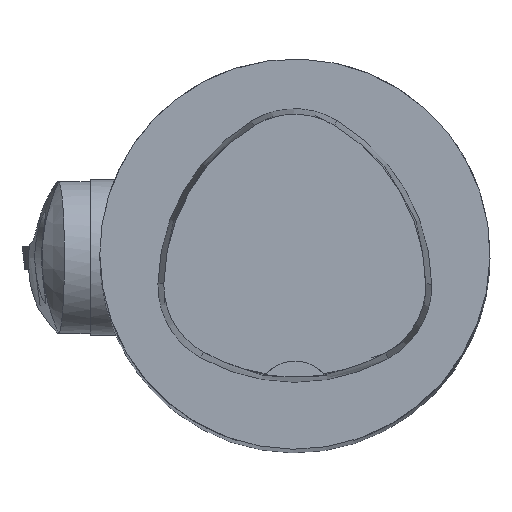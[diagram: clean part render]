
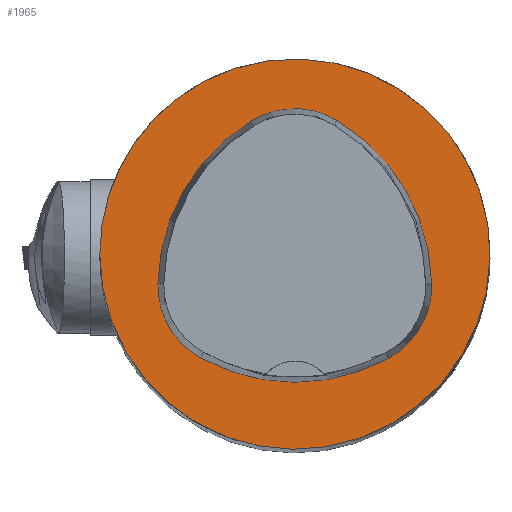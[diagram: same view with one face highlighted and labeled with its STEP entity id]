
A CAD part, top view. The second image highlights one B-rep face of the part: STEP entity #1965.
In plain terms, the highlighted planar face has unit normal (0, 0, 1).
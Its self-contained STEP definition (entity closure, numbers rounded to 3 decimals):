
#1965=ADVANCED_FACE('',(#2595,#2596),#2297,.T.);
#2297=PLANE('',#6837);
#2595=FACE_BOUND('',#2700,.T.);
#2596=FACE_BOUND('',#2701,.T.);
#2700=EDGE_LOOP('',(#3233,#3234,#3235,#3236,#3237,#3238));
#2701=EDGE_LOOP('',(#3239));
#3233=ORIENTED_EDGE('',*,*,#5688,.T.);
#3234=ORIENTED_EDGE('',*,*,#5668,.T.);
#3235=ORIENTED_EDGE('',*,*,#5672,.T.);
#3236=ORIENTED_EDGE('',*,*,#5675,.T.);
#3237=ORIENTED_EDGE('',*,*,#5678,.T.);
#3238=ORIENTED_EDGE('',*,*,#5686,.T.);
#3239=ORIENTED_EDGE('',*,*,#5650,.F.);
#4990=VERTEX_POINT('',#9098);
#5008=VERTEX_POINT('',#9339);
#5009=VERTEX_POINT('',#9340);
#5012=VERTEX_POINT('',#9348);
#5014=VERTEX_POINT('',#9354);
#5016=VERTEX_POINT('',#9360);
#5023=VERTEX_POINT('',#9381);
#5650=EDGE_CURVE('',#4990,#4990,#6536,.T.);
#5668=EDGE_CURVE('',#5008,#5009,#6539,.T.);
#5672=EDGE_CURVE('',#5009,#5012,#6541,.T.);
#5675=EDGE_CURVE('',#5012,#5014,#6543,.T.);
#5678=EDGE_CURVE('',#5014,#5016,#6545,.T.);
#5686=EDGE_CURVE('',#5016,#5023,#6549,.T.);
#5688=EDGE_CURVE('',#5023,#5008,#6551,.T.);
#6536=CIRCLE('',#6805,20.);
#6539=CIRCLE('',#6815,20.);
#6541=CIRCLE('',#6818,8.5);
#6543=CIRCLE('',#6821,20.);
#6545=CIRCLE('',#6824,8.5);
#6549=CIRCLE('',#6829,20.);
#6551=CIRCLE('',#6832,8.5);
#6805=AXIS2_PLACEMENT_3D('',#9097,#7414,#7415);
#6815=AXIS2_PLACEMENT_3D('',#9338,#7438,#7439);
#6818=AXIS2_PLACEMENT_3D('',#9347,#7446,#7447);
#6821=AXIS2_PLACEMENT_3D('',#9353,#7453,#7454);
#6824=AXIS2_PLACEMENT_3D('',#9359,#7460,#7461);
#6829=AXIS2_PLACEMENT_3D('',#9382,#7472,#7473);
#6832=AXIS2_PLACEMENT_3D('',#9385,#7478,#7479);
#6837=AXIS2_PLACEMENT_3D('',#9390,#7488,#7489);
#7414=DIRECTION('',(0.,0.,-1.));
#7415=DIRECTION('',(-1.,0.,0.));
#7438=DIRECTION('',(0.,0.,-1.));
#7439=DIRECTION('',(-1.,0.,0.));
#7446=DIRECTION('',(0.,0.,-1.));
#7447=DIRECTION('',(-1.,0.,0.));
#7453=DIRECTION('',(0.,0.,-1.));
#7454=DIRECTION('',(-1.,0.,0.));
#7460=DIRECTION('',(0.,0.,-1.));
#7461=DIRECTION('',(-1.,0.,0.));
#7472=DIRECTION('',(0.,0.,-1.));
#7473=DIRECTION('',(-1.,0.,0.));
#7478=DIRECTION('',(0.,0.,-1.));
#7479=DIRECTION('',(-1.,0.,0.));
#7488=DIRECTION('',(0.,0.,1.));
#7489=DIRECTION('',(1.,0.,0.));
#9097=CARTESIAN_POINT('',(0.,0.,0.));
#9098=CARTESIAN_POINT('',(-20.,0.,0.));
#9338=CARTESIAN_POINT('',(5.955,-3.414,0.));
#9339=CARTESIAN_POINT('',(-14.041,-3.042,0.));
#9340=CARTESIAN_POINT('',(-4.472,13.653,0.));
#9347=CARTESIAN_POINT('',(-0.04,6.4,0.));
#9348=CARTESIAN_POINT('',(4.347,13.68,0.));
#9353=CARTESIAN_POINT('',(-5.976,-3.45,0.));
#9354=CARTESIAN_POINT('',(14.021,-3.075,0.));
#9359=CARTESIAN_POINT('',(5.522,-3.235,0.));
#9360=CARTESIAN_POINT('',(9.588,-10.699,0.));
#9381=CARTESIAN_POINT('',(-9.655,-10.639,0.));
#9382=CARTESIAN_POINT('',(0.022,6.864,0.));
#9385=CARTESIAN_POINT('',(-5.543,-3.2,0.));
#9390=CARTESIAN_POINT('',(0.,0.,0.));
